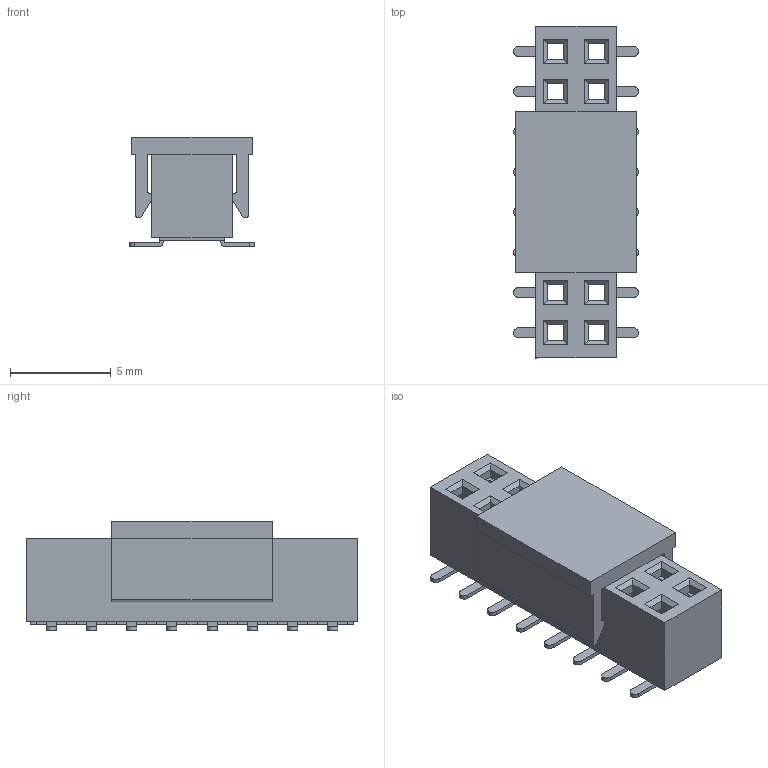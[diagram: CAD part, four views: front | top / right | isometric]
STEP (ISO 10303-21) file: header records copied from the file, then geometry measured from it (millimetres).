
FILE_DESCRIPTION(/* description */ ('Unknown'),/* implementation_level */ '2;1');
FILE_NAME(/* name */ 'J_Wurth_WR-PHD_621316242921',/* time_stamp */ '2025-04-25T16:11:20+08:00',/* author */ ('Unknown'),/* organization */ ('Unknown'),/* preprocessor_version */ 'ST-DEVELOPER v19.4',/* originating_system */ 'Solid Edge',/* authorisation */ 'Unknown');
FILE_SCHEMA (('AUTOMOTIVE_DESIGN {1 0 10303 214 3 1 1}'));
Length unit declared in the file: millimetre
Products named in the file (2): J_Wurth_WR-PHD_621316242921
Assembly tree (1 placements, depth 2):
  J_Wurth_WR-PHD_621316242921
    J_Wurth_WR-PHD_621316242921
Bounding box: 6.2 x 16.5 x 5.45 mm (x, y, z)
Volume: 266.1 mm3; surface area: 1269.3 mm2
Topology: 18 solids, 18 shells, 1383 faces, 3734 edges, 2388 vertices
Faces by surface type: plane 941, cylinder 410, bspline 32
Entity records: 43878 total; most frequent: CARTESIAN_POINT 8723, ORIENTED_EDGE 7468, DIRECTION 7084, EDGE_CURVE 3734, LINE 2802, VECTOR 2802, VERTEX_POINT 2388, AXIS2_PLACEMENT_3D 2141
